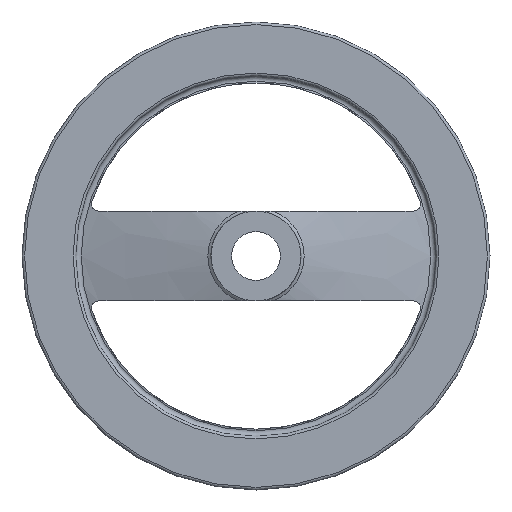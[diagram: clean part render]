
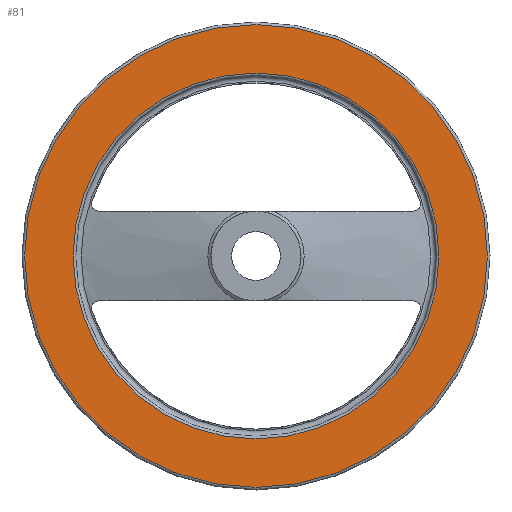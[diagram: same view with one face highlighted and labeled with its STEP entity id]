
A CAD part, left-side view. The second image highlights one B-rep face of the part: STEP entity #81.
In plain terms, the highlighted planar face has unit normal (-1, 0, 0).
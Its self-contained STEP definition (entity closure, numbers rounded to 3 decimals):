
#81 = ADVANCED_FACE( '', ( #184, #185 ), #186, .F. );
#184 = FACE_OUTER_BOUND( '', #346, .T. );
#185 = FACE_BOUND( '', #347, .T. );
#186 = PLANE( '', #348 );
#346 = EDGE_LOOP( '', ( #504 ) );
#347 = EDGE_LOOP( '', ( #505 ) );
#348 = AXIS2_PLACEMENT_3D( '', #506, #507, #508 );
#504 = ORIENTED_EDGE( '', *, *, #723, .F. );
#505 = ORIENTED_EDGE( '', *, *, #724, .T. );
#506 = CARTESIAN_POINT( '', ( 26.6, 97.713, 0. ) );
#507 = DIRECTION( '', ( 1., 0., 0. ) );
#508 = DIRECTION( '', ( 0., 0., -1. ) );
#723 = EDGE_CURVE( '', #846, #846, #847, .T. );
#724 = EDGE_CURVE( '', #848, #848, #849, .T. );
#846 = VERTEX_POINT( '', #1118 );
#847 = CIRCLE( '', #1119, 123.6 );
#848 = VERTEX_POINT( '', #1120 );
#849 = CIRCLE( '', #1121, 97.713 );
#1118 = CARTESIAN_POINT( '', ( 26.6, 0., -123.6 ) );
#1119 = AXIS2_PLACEMENT_3D( '', #1469, #1470, #1471 );
#1120 = CARTESIAN_POINT( '', ( 26.6, 0., -97.713 ) );
#1121 = AXIS2_PLACEMENT_3D( '', #1472, #1473, #1474 );
#1469 = CARTESIAN_POINT( '', ( 26.6, 0., 0. ) );
#1470 = DIRECTION( '', ( 1., 0., 0. ) );
#1471 = DIRECTION( '', ( 0., 0., -1. ) );
#1472 = CARTESIAN_POINT( '', ( 26.6, 0., 0. ) );
#1473 = DIRECTION( '', ( 1., 0., 0. ) );
#1474 = DIRECTION( '', ( 0., 0., -1. ) );
